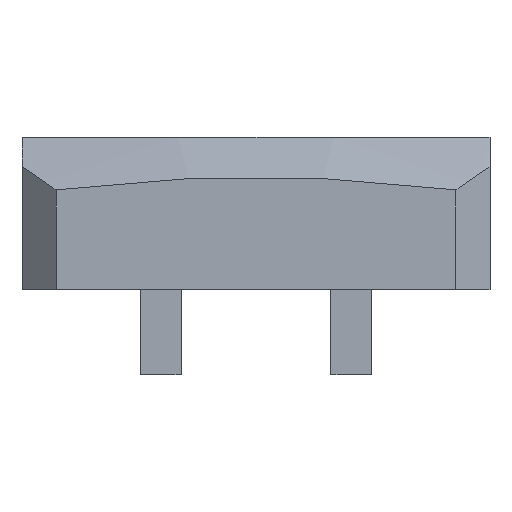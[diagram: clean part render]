
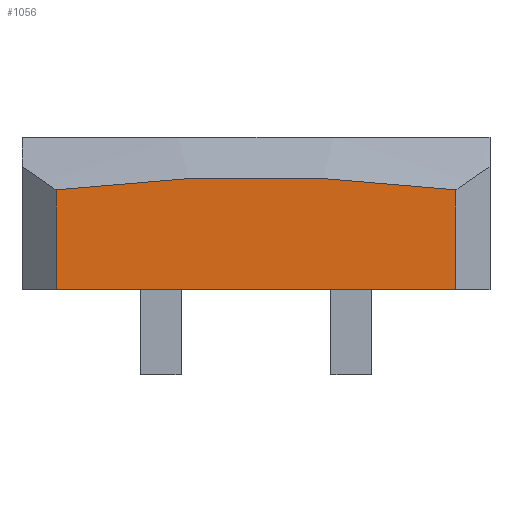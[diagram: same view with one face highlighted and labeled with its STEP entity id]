
A CAD part, front view. The second image highlights one B-rep face of the part: STEP entity #1056.
In plain terms, the highlighted planar face has unit normal (0, -1, 0).
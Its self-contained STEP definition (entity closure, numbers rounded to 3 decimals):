
#73 = SPHERICAL_SURFACE('',#74,60.);
#74 = AXIS2_PLACEMENT_3D('',#75,#76,#77);
#75 = CARTESIAN_POINT('',(32.5,18.317,-43.963));
#76 = DIRECTION('',(0.,0.,1.));
#77 = DIRECTION('',(1.,0.,0.));
#107 = PLANE('',#108);
#108 = AXIS2_PLACEMENT_3D('',#109,#110,#111);
#109 = CARTESIAN_POINT('',(39.375,-18.875,0.));
#110 = DIRECTION('',(-0.707,0.707,0.));
#111 = DIRECTION('',(-0.707,-0.707,0.));
#135 = PLANE('',#136);
#136 = AXIS2_PLACEMENT_3D('',#137,#138,#139);
#137 = CARTESIAN_POINT('',(25.625,-19.875,-1.));
#138 = DIRECTION('',(0.,0.,1.));
#139 = DIRECTION('',(1.,0.,0.));
#306 = VERTEX_POINT('',#307);
#307 = CARTESIAN_POINT('',(26.625,-19.875,1.938));
#325 = PLANE('',#326);
#326 = AXIS2_PLACEMENT_3D('',#327,#328,#329);
#327 = CARTESIAN_POINT('',(25.625,-18.875,0.));
#328 = DIRECTION('',(-0.707,-0.707,0.));
#329 = DIRECTION('',(0.707,-0.707,0.));
#341 = EDGE_CURVE('',#306,#342,#344,.T.);
#342 = VERTEX_POINT('',#343);
#343 = CARTESIAN_POINT('',(38.375,-19.875,1.938));
#344 = SURFACE_CURVE('',#345,(#350,#362),.PCURVE_S1.);
#345 = CIRCLE('',#346,46.275);
#346 = AXIS2_PLACEMENT_3D('',#347,#348,#349);
#347 = CARTESIAN_POINT('',(32.5,-19.875,-43.963));
#348 = DIRECTION('',(0.,1.,0.));
#349 = DIRECTION('',(0.,-0.,1.));
#350 = PCURVE('',#73,#351);
#351 = DEFINITIONAL_REPRESENTATION('',(#352),#361);
#352 = B_SPLINE_CURVE_WITH_KNOTS('',7,(#353,#354,#355,#356,#357,#358,
    #359,#360),.UNSPECIFIED.,.F.,.F.,(8,8),(6.156,
    6.41),.PIECEWISE_BEZIER_KNOTS.);
#353 = CARTESIAN_POINT('',(4.56,0.871));
#354 = CARTESIAN_POINT('',(4.602,0.877));
#355 = CARTESIAN_POINT('',(4.646,0.88));
#356 = CARTESIAN_POINT('',(4.69,0.882));
#357 = CARTESIAN_POINT('',(4.735,0.882));
#358 = CARTESIAN_POINT('',(4.779,0.88));
#359 = CARTESIAN_POINT('',(4.822,0.877));
#360 = CARTESIAN_POINT('',(4.865,0.871));
#361 = ( GEOMETRIC_REPRESENTATION_CONTEXT(2) 
PARAMETRIC_REPRESENTATION_CONTEXT() REPRESENTATION_CONTEXT('2D SPACE',''
  ) );
#362 = PCURVE('',#363,#368);
#363 = PLANE('',#364);
#364 = AXIS2_PLACEMENT_3D('',#365,#366,#367);
#365 = CARTESIAN_POINT('',(26.625,-19.875,0.));
#366 = DIRECTION('',(0.,-1.,0.));
#367 = DIRECTION('',(1.,0.,0.));
#368 = DEFINITIONAL_REPRESENTATION('',(#369),#377);
#369 = ( BOUNDED_CURVE() B_SPLINE_CURVE(2,(#370,#371,#372,#373,#374,#375
,#376),.UNSPECIFIED.,.T.,.F.) B_SPLINE_CURVE_WITH_KNOTS((1,2,2,2,2,1),(
    -2.094,0.,2.094,4.189,6.283,
8.378),.UNSPECIFIED.) CURVE() GEOMETRIC_REPRESENTATION_ITEM() 
RATIONAL_B_SPLINE_CURVE((1.,0.5,1.,0.5,1.,0.5,1.)) REPRESENTATION_ITEM(
  '') );
#370 = CARTESIAN_POINT('',(5.875,2.312));
#371 = CARTESIAN_POINT('',(86.025,2.312));
#372 = CARTESIAN_POINT('',(45.95,-67.1));
#373 = CARTESIAN_POINT('',(5.875,-136.512));
#374 = CARTESIAN_POINT('',(-34.2,-67.1));
#375 = CARTESIAN_POINT('',(-74.275,2.312));
#376 = CARTESIAN_POINT('',(5.875,2.312));
#377 = ( GEOMETRIC_REPRESENTATION_CONTEXT(2) 
PARAMETRIC_REPRESENTATION_CONTEXT() REPRESENTATION_CONTEXT('2D SPACE',''
  ) );
#738 = VERTEX_POINT('',#739);
#739 = CARTESIAN_POINT('',(26.625,-19.875,-1.));
#760 = EDGE_CURVE('',#738,#761,#763,.T.);
#761 = VERTEX_POINT('',#762);
#762 = CARTESIAN_POINT('',(38.375,-19.875,-1.));
#763 = SURFACE_CURVE('',#764,(#768,#775),.PCURVE_S1.);
#764 = LINE('',#765,#766);
#765 = CARTESIAN_POINT('',(25.625,-19.875,-1.));
#766 = VECTOR('',#767,1.);
#767 = DIRECTION('',(1.,0.,0.));
#768 = PCURVE('',#135,#769);
#769 = DEFINITIONAL_REPRESENTATION('',(#770),#774);
#770 = LINE('',#771,#772);
#771 = CARTESIAN_POINT('',(0.,0.));
#772 = VECTOR('',#773,1.);
#773 = DIRECTION('',(1.,0.));
#774 = ( GEOMETRIC_REPRESENTATION_CONTEXT(2) 
PARAMETRIC_REPRESENTATION_CONTEXT() REPRESENTATION_CONTEXT('2D SPACE',''
  ) );
#775 = PCURVE('',#363,#776);
#776 = DEFINITIONAL_REPRESENTATION('',(#777),#781);
#777 = LINE('',#778,#779);
#778 = CARTESIAN_POINT('',(-1.,-1.));
#779 = VECTOR('',#780,1.);
#780 = DIRECTION('',(1.,0.));
#781 = ( GEOMETRIC_REPRESENTATION_CONTEXT(2) 
PARAMETRIC_REPRESENTATION_CONTEXT() REPRESENTATION_CONTEXT('2D SPACE',''
  ) );
#1034 = EDGE_CURVE('',#342,#761,#1035,.T.);
#1035 = SURFACE_CURVE('',#1036,(#1040,#1047),.PCURVE_S1.);
#1036 = LINE('',#1037,#1038);
#1037 = CARTESIAN_POINT('',(38.375,-19.875,1.938));
#1038 = VECTOR('',#1039,1.);
#1039 = DIRECTION('',(0.,0.,-1.));
#1040 = PCURVE('',#107,#1041);
#1041 = DEFINITIONAL_REPRESENTATION('',(#1042),#1046);
#1042 = LINE('',#1043,#1044);
#1043 = CARTESIAN_POINT('',(1.414,1.938));
#1044 = VECTOR('',#1045,1.);
#1045 = DIRECTION('',(0.,-1.));
#1046 = ( GEOMETRIC_REPRESENTATION_CONTEXT(2) 
PARAMETRIC_REPRESENTATION_CONTEXT() REPRESENTATION_CONTEXT('2D SPACE',''
  ) );
#1047 = PCURVE('',#363,#1048);
#1048 = DEFINITIONAL_REPRESENTATION('',(#1049),#1053);
#1049 = LINE('',#1050,#1051);
#1050 = CARTESIAN_POINT('',(11.75,1.938));
#1051 = VECTOR('',#1052,1.);
#1052 = DIRECTION('',(0.,-1.));
#1053 = ( GEOMETRIC_REPRESENTATION_CONTEXT(2) 
PARAMETRIC_REPRESENTATION_CONTEXT() REPRESENTATION_CONTEXT('2D SPACE',''
  ) );
#1056 = ADVANCED_FACE('',(#1057),#363,.T.);
#1057 = FACE_BOUND('',#1058,.T.);
#1058 = EDGE_LOOP('',(#1059,#1060,#1061,#1062));
#1059 = ORIENTED_EDGE('',*,*,#760,.T.);
#1060 = ORIENTED_EDGE('',*,*,#1034,.F.);
#1061 = ORIENTED_EDGE('',*,*,#341,.F.);
#1062 = ORIENTED_EDGE('',*,*,#1063,.T.);
#1063 = EDGE_CURVE('',#306,#738,#1064,.T.);
#1064 = SURFACE_CURVE('',#1065,(#1069,#1076),.PCURVE_S1.);
#1065 = LINE('',#1066,#1067);
#1066 = CARTESIAN_POINT('',(26.625,-19.875,1.938));
#1067 = VECTOR('',#1068,1.);
#1068 = DIRECTION('',(0.,0.,-1.));
#1069 = PCURVE('',#363,#1070);
#1070 = DEFINITIONAL_REPRESENTATION('',(#1071),#1075);
#1071 = LINE('',#1072,#1073);
#1072 = CARTESIAN_POINT('',(0.,1.938));
#1073 = VECTOR('',#1074,1.);
#1074 = DIRECTION('',(0.,-1.));
#1075 = ( GEOMETRIC_REPRESENTATION_CONTEXT(2) 
PARAMETRIC_REPRESENTATION_CONTEXT() REPRESENTATION_CONTEXT('2D SPACE',''
  ) );
#1076 = PCURVE('',#325,#1077);
#1077 = DEFINITIONAL_REPRESENTATION('',(#1078),#1082);
#1078 = LINE('',#1079,#1080);
#1079 = CARTESIAN_POINT('',(1.414,1.938));
#1080 = VECTOR('',#1081,1.);
#1081 = DIRECTION('',(0.,-1.));
#1082 = ( GEOMETRIC_REPRESENTATION_CONTEXT(2) 
PARAMETRIC_REPRESENTATION_CONTEXT() REPRESENTATION_CONTEXT('2D SPACE',''
  ) );
